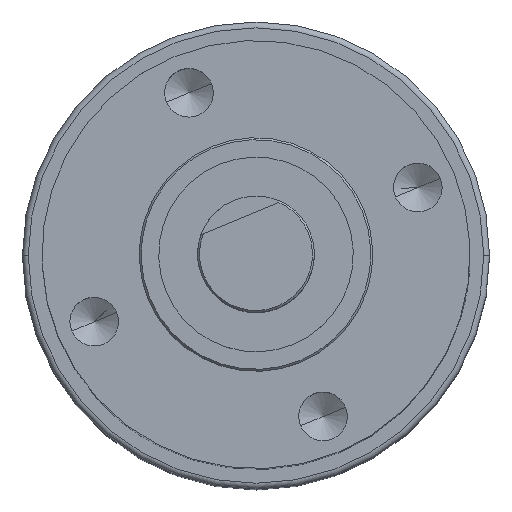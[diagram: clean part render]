
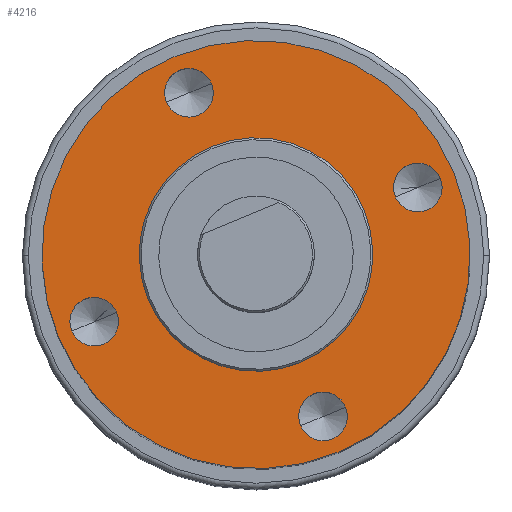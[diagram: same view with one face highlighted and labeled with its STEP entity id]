
A CAD part, top view. The second image highlights one B-rep face of the part: STEP entity #4216.
In plain terms, the highlighted planar face has unit normal (0, 0, 1).
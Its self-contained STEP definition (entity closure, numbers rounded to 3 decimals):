
#174 = CARTESIAN_POINT ( 'NONE',  ( -39.439, 9.563, 58.109 ) ) ;
#186 = CIRCLE ( 'NONE', #308, 6. ) ;
#196 = DIRECTION ( 'NONE',  ( 0.924, 0.383, 0. ) ) ;
#244 = CARTESIAN_POINT ( 'NONE',  ( -38.284, 10.042, 58.109 ) ) ;
#254 = DIRECTION ( 'NONE',  ( -0.924, -0.383, 0. ) ) ;
#302 = DIRECTION ( 'NONE',  ( -0.924, -0.383, 0. ) ) ;
#308 = AXIS2_PLACEMENT_3D ( 'NONE', #6915, #3566, #254 ) ;
#408 = DIRECTION ( 'NONE',  ( 0., 0., 1. ) ) ;
#485 = CARTESIAN_POINT ( 'NONE',  ( -40.379, -0.57, 58.109 ) ) ;
#512 = EDGE_CURVE ( 'NONE', #5169, #6608, #5618, .T. ) ;
#647 = VERTEX_POINT ( 'NONE', #4798 ) ;
#688 = VERTEX_POINT ( 'NONE', #2078 ) ;
#715 = AXIS2_PLACEMENT_3D ( 'NONE', #3262, #7179, #3839 ) ;
#806 = DIRECTION ( 'NONE',  ( 0.924, 0.383, 0. ) ) ;
#929 = EDGE_CURVE ( 'NONE', #6608, #5169, #5965, .T. ) ;
#961 = FACE_BOUND ( 'NONE', #6526, .T. ) ;
#1010 = CIRCLE ( 'NONE', #6411, 1.25 ) ;
#1065 = PLANE ( 'NONE',  #1978 ) ;
#1126 = ORIENTED_EDGE ( 'NONE', *, *, #1601, .F. ) ;
#1146 = FACE_BOUND ( 'NONE', #2490, .T. ) ;
#1162 = CIRCLE ( 'NONE', #4093, 11. ) ;
#1267 = CARTESIAN_POINT ( 'NONE',  ( -25.369, 5.654, 58.109 ) ) ;
#1276 = EDGE_CURVE ( 'NONE', #4509, #2494, #1696, .T. ) ;
#1313 = CARTESIAN_POINT ( 'NONE',  ( -26.524, 5.176, 58.109 ) ) ;
#1404 = DIRECTION ( 'NONE',  ( 0., 0., -1. ) ) ;
#1524 = CARTESIAN_POINT ( 'NONE',  ( -34.837, 1.728, 58.109 ) ) ;
#1539 = DIRECTION ( 'NONE',  ( 0., 0., 1. ) ) ;
#1601 = EDGE_CURVE ( 'NONE', #2494, #4509, #3413, .T. ) ;
#1696 = CIRCLE ( 'NONE', #1698, 1.25 ) ;
#1698 = AXIS2_PLACEMENT_3D ( 'NONE', #6850, #3497, #196 ) ;
#1856 = DIRECTION ( 'NONE',  ( 0.924, 0.383, 0. ) ) ;
#1978 = AXIS2_PLACEMENT_3D ( 'NONE', #5493, #2160, #6053 ) ;
#2059 = DIRECTION ( 'NONE',  ( -0.924, -0.383, 0. ) ) ;
#2078 = CARTESIAN_POINT ( 'NONE',  ( -24.676, 5.942, 58.109 ) ) ;
#2160 = DIRECTION ( 'NONE',  ( 0., 0., -1. ) ) ;
#2191 = ORIENTED_EDGE ( 'NONE', *, *, #5517, .F. ) ;
#2263 = ORIENTED_EDGE ( 'NONE', *, *, #5939, .F. ) ;
#2287 = DIRECTION ( 'NONE',  ( 0., 0., 1. ) ) ;
#2331 = VERTEX_POINT ( 'NONE', #485 ) ;
#2414 = FACE_BOUND ( 'NONE', #5288, .T. ) ;
#2421 = EDGE_LOOP ( 'NONE', ( #2191, #4674 ) ) ;
#2454 = CIRCLE ( 'NONE', #5394, 1.25 ) ;
#2490 = EDGE_LOOP ( 'NONE', ( #5627, #2263 ) ) ;
#2494 = VERTEX_POINT ( 'NONE', #174 ) ;
#2529 = CARTESIAN_POINT ( 'NONE',  ( -44.998, -2.485, 58.109 ) ) ;
#2566 = CIRCLE ( 'NONE', #5692, 6. ) ;
#2604 = FACE_BOUND ( 'NONE', #6781, .T. ) ;
#2646 = CARTESIAN_POINT ( 'NONE',  ( -26.524, 5.176, 58.109 ) ) ;
#2846 = EDGE_LOOP ( 'NONE', ( #4242, #6696 ) ) ;
#2877 = CIRCLE ( 'NONE', #4579, 11. ) ;
#2942 = EDGE_CURVE ( 'NONE', #6421, #688, #2877, .T. ) ;
#3187 = DIRECTION ( 'NONE',  ( 0.924, 0.383, 0. ) ) ;
#3262 = CARTESIAN_POINT ( 'NONE',  ( -31.39, -6.585, 58.109 ) ) ;
#3400 = AXIS2_PLACEMENT_3D ( 'NONE', #244, #4129, #806 ) ;
#3413 = CIRCLE ( 'NONE', #3400, 1.25 ) ;
#3497 = DIRECTION ( 'NONE',  ( 0., 0., 1. ) ) ;
#3566 = DIRECTION ( 'NONE',  ( 0., 0., -1. ) ) ;
#3585 = AXIS2_PLACEMENT_3D ( 'NONE', #5613, #2287, #6186 ) ;
#3611 = DIRECTION ( 'NONE',  ( 0., 0., -1. ) ) ;
#3650 = AXIS2_PLACEMENT_3D ( 'NONE', #3717, #408, #4298 ) ;
#3669 = EDGE_CURVE ( 'NONE', #6167, #2331, #186, .T. ) ;
#3717 = CARTESIAN_POINT ( 'NONE',  ( -43.151, -1.719, 58.109 ) ) ;
#3719 = VERTEX_POINT ( 'NONE', #5300 ) ;
#3831 = EDGE_CURVE ( 'NONE', #4661, #647, #5042, .T. ) ;
#3839 = DIRECTION ( 'NONE',  ( 0.924, 0.383, 0. ) ) ;
#4093 = AXIS2_PLACEMENT_3D ( 'NONE', #4735, #1404, #5281 ) ;
#4129 = DIRECTION ( 'NONE',  ( 0., 0., 1. ) ) ;
#4216 = ADVANCED_FACE ( 'NONE', ( #2604, #6867, #1146, #2414, #961, #6700 ), #1065, .F. ) ;
#4242 = ORIENTED_EDGE ( 'NONE', *, *, #6865, .F. ) ;
#4298 = DIRECTION ( 'NONE',  ( 0.924, 0.383, 0. ) ) ;
#4317 = EDGE_CURVE ( 'NONE', #2331, #6167, #2566, .T. ) ;
#4500 = CARTESIAN_POINT ( 'NONE',  ( -41.996, -1.241, 58.109 ) ) ;
#4509 = VERTEX_POINT ( 'NONE', #4995 ) ;
#4518 = ORIENTED_EDGE ( 'NONE', *, *, #1276, .F. ) ;
#4579 = AXIS2_PLACEMENT_3D ( 'NONE', #1524, #5395, #2059 ) ;
#4661 = VERTEX_POINT ( 'NONE', #4500 ) ;
#4674 = ORIENTED_EDGE ( 'NONE', *, *, #5952, .F. ) ;
#4735 = CARTESIAN_POINT ( 'NONE',  ( -34.837, 1.728, 58.109 ) ) ;
#4798 = CARTESIAN_POINT ( 'NONE',  ( -44.305, -2.198, 58.109 ) ) ;
#4853 = CARTESIAN_POINT ( 'NONE',  ( -43.151, -1.719, 58.109 ) ) ;
#4968 = ORIENTED_EDGE ( 'NONE', *, *, #929, .F. ) ;
#4995 = CARTESIAN_POINT ( 'NONE',  ( -37.13, 10.52, 58.109 ) ) ;
#5020 = AXIS2_PLACEMENT_3D ( 'NONE', #2646, #6542, #3187 ) ;
#5042 = CIRCLE ( 'NONE', #3650, 1.25 ) ;
#5169 = VERTEX_POINT ( 'NONE', #6688 ) ;
#5176 = DIRECTION ( 'NONE',  ( 0., 0., 1. ) ) ;
#5281 = DIRECTION ( 'NONE',  ( -0.924, -0.383, 0. ) ) ;
#5288 = EDGE_LOOP ( 'NONE', ( #4968, #5700 ) ) ;
#5300 = CARTESIAN_POINT ( 'NONE',  ( -27.678, 4.697, 58.109 ) ) ;
#5394 = AXIS2_PLACEMENT_3D ( 'NONE', #4853, #1539, #5414 ) ;
#5395 = DIRECTION ( 'NONE',  ( 0., 0., -1. ) ) ;
#5414 = DIRECTION ( 'NONE',  ( 0.924, 0.383, 0. ) ) ;
#5467 = VERTEX_POINT ( 'NONE', #1267 ) ;
#5493 = CARTESIAN_POINT ( 'NONE',  ( -34.837, 1.728, 58.109 ) ) ;
#5517 = EDGE_CURVE ( 'NONE', #5467, #3719, #1010, .T. ) ;
#5598 = CARTESIAN_POINT ( 'NONE',  ( -29.295, 4.026, 58.109 ) ) ;
#5613 = CARTESIAN_POINT ( 'NONE',  ( -31.39, -6.585, 58.109 ) ) ;
#5618 = CIRCLE ( 'NONE', #3585, 1.25 ) ;
#5627 = ORIENTED_EDGE ( 'NONE', *, *, #3831, .F. ) ;
#5692 = AXIS2_PLACEMENT_3D ( 'NONE', #6963, #3611, #302 ) ;
#5700 = ORIENTED_EDGE ( 'NONE', *, *, #512, .F. ) ;
#5933 = ORIENTED_EDGE ( 'NONE', *, *, #4317, .T. ) ;
#5939 = EDGE_CURVE ( 'NONE', #647, #4661, #2454, .T. ) ;
#5952 = EDGE_CURVE ( 'NONE', #3719, #5467, #7088, .T. ) ;
#5965 = CIRCLE ( 'NONE', #715, 1.25 ) ;
#6053 = DIRECTION ( 'NONE',  ( -0.924, -0.383, 0. ) ) ;
#6057 = ORIENTED_EDGE ( 'NONE', *, *, #3669, .T. ) ;
#6167 = VERTEX_POINT ( 'NONE', #5598 ) ;
#6186 = DIRECTION ( 'NONE',  ( 0.924, 0.383, 0. ) ) ;
#6411 = AXIS2_PLACEMENT_3D ( 'NONE', #1313, #5176, #1856 ) ;
#6418 = CARTESIAN_POINT ( 'NONE',  ( -30.235, -6.107, 58.109 ) ) ;
#6421 = VERTEX_POINT ( 'NONE', #2529 ) ;
#6526 = EDGE_LOOP ( 'NONE', ( #5933, #6057 ) ) ;
#6542 = DIRECTION ( 'NONE',  ( 0., 0., 1. ) ) ;
#6608 = VERTEX_POINT ( 'NONE', #6418 ) ;
#6688 = CARTESIAN_POINT ( 'NONE',  ( -32.544, -7.064, 58.109 ) ) ;
#6696 = ORIENTED_EDGE ( 'NONE', *, *, #2942, .F. ) ;
#6700 = FACE_OUTER_BOUND ( 'NONE', #2846, .T. ) ;
#6781 = EDGE_LOOP ( 'NONE', ( #4518, #1126 ) ) ;
#6850 = CARTESIAN_POINT ( 'NONE',  ( -38.284, 10.042, 58.109 ) ) ;
#6865 = EDGE_CURVE ( 'NONE', #688, #6421, #1162, .T. ) ;
#6867 = FACE_BOUND ( 'NONE', #2421, .T. ) ;
#6915 = CARTESIAN_POINT ( 'NONE',  ( -34.837, 1.728, 58.109 ) ) ;
#6963 = CARTESIAN_POINT ( 'NONE',  ( -34.837, 1.728, 58.109 ) ) ;
#7088 = CIRCLE ( 'NONE', #5020, 1.25 ) ;
#7179 = DIRECTION ( 'NONE',  ( 0., 0., 1. ) ) ;
